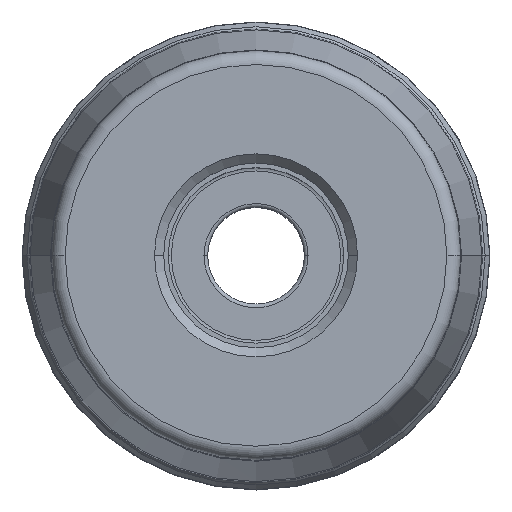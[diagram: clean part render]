
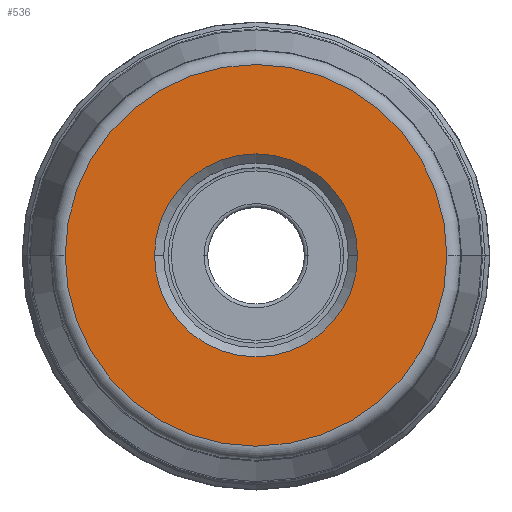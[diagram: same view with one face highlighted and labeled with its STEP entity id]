
A CAD part, top view. The second image highlights one B-rep face of the part: STEP entity #536.
In plain terms, the highlighted planar face has unit normal (0, 0, 1).
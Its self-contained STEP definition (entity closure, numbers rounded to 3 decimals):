
#536=ADVANCED_FACE('',(#584,#585),#572,.F.);
#572=PLANE('',#3155);
#584=FACE_BOUND('',#724,.T.);
#585=FACE_BOUND('',#725,.T.);
#724=EDGE_LOOP('',(#1316,#1317,#1318,#1319));
#725=EDGE_LOOP('',(#1320,#1321,#1322,#1323));
#1316=ORIENTED_EDGE('',*,*,#1995,.F.);
#1317=ORIENTED_EDGE('',*,*,#1993,.F.);
#1318=ORIENTED_EDGE('',*,*,#1992,.T.);
#1319=ORIENTED_EDGE('',*,*,#1996,.T.);
#1320=ORIENTED_EDGE('',*,*,#1997,.T.);
#1321=ORIENTED_EDGE('',*,*,#1998,.T.);
#1322=ORIENTED_EDGE('',*,*,#1999,.T.);
#1323=ORIENTED_EDGE('',*,*,#2000,.T.);
#1652=VERTEX_POINT('',#5985);
#1653=VERTEX_POINT('',#5987);
#1654=VERTEX_POINT('',#5989);
#1655=VERTEX_POINT('',#5993);
#1656=VERTEX_POINT('',#5997);
#1657=VERTEX_POINT('',#5998);
#1658=VERTEX_POINT('',#6000);
#1659=VERTEX_POINT('',#6002);
#1992=EDGE_CURVE('',#1653,#1652,#2435,.T.);
#1993=EDGE_CURVE('',#1653,#1654,#2436,.T.);
#1995=EDGE_CURVE('',#1654,#1655,#2438,.T.);
#1996=EDGE_CURVE('',#1652,#1655,#2439,.T.);
#1997=EDGE_CURVE('',#1656,#1657,#2440,.T.);
#1998=EDGE_CURVE('',#1657,#1658,#2441,.T.);
#1999=EDGE_CURVE('',#1658,#1659,#2442,.T.);
#2000=EDGE_CURVE('',#1659,#1656,#2443,.T.);
#2435=CIRCLE('',#3144,20.725);
#2436=CIRCLE('',#3145,20.725);
#2438=CIRCLE('',#3148,20.725);
#2439=CIRCLE('',#3149,20.725);
#2440=CIRCLE('',#3151,11.025);
#2441=CIRCLE('',#3152,11.025);
#2442=CIRCLE('',#3153,11.025);
#2443=CIRCLE('',#3154,11.025);
#3144=AXIS2_PLACEMENT_3D('',#5986,#3886,#3887);
#3145=AXIS2_PLACEMENT_3D('',#5988,#3888,#3889);
#3148=AXIS2_PLACEMENT_3D('',#5992,#3894,#3895);
#3149=AXIS2_PLACEMENT_3D('',#5994,#3896,#3897);
#3151=AXIS2_PLACEMENT_3D('',#5996,#3900,#3901);
#3152=AXIS2_PLACEMENT_3D('',#5999,#3902,#3903);
#3153=AXIS2_PLACEMENT_3D('',#6001,#3904,#3905);
#3154=AXIS2_PLACEMENT_3D('',#6003,#3906,#3907);
#3155=AXIS2_PLACEMENT_3D('',#6004,#3908,#3909);
#3886=DIRECTION('',(0.,0.,1.));
#3887=DIRECTION('',(1.,0.,0.));
#3888=DIRECTION('',(0.,0.,-1.));
#3889=DIRECTION('',(-1.,0.,0.));
#3894=DIRECTION('',(0.,0.,-1.));
#3895=DIRECTION('',(-1.,0.,0.));
#3896=DIRECTION('',(0.,0.,1.));
#3897=DIRECTION('',(1.,0.,0.));
#3900=DIRECTION('',(0.,0.,-1.));
#3901=DIRECTION('',(0.,-1.,0.));
#3902=DIRECTION('',(0.,0.,-1.));
#3903=DIRECTION('',(-1.,0.,0.));
#3904=DIRECTION('',(0.,0.,-1.));
#3905=DIRECTION('',(0.,1.,0.));
#3906=DIRECTION('',(0.,0.,-1.));
#3907=DIRECTION('',(1.,0.,0.));
#3908=DIRECTION('',(0.,0.,-1.));
#3909=DIRECTION('',(1.,0.,0.));
#5985=CARTESIAN_POINT('',(20.725,0.,0.));
#5986=CARTESIAN_POINT('',(0.,0.,0.));
#5987=CARTESIAN_POINT('',(20.725,-0.02,0.));
#5988=CARTESIAN_POINT('',(0.,0.,0.));
#5989=CARTESIAN_POINT('',(-20.725,0.,0.));
#5992=CARTESIAN_POINT('',(0.,0.,0.));
#5993=CARTESIAN_POINT('',(-20.725,0.02,0.));
#5994=CARTESIAN_POINT('',(0.,0.,0.));
#5996=CARTESIAN_POINT('',(0.,0.,0.));
#5997=CARTESIAN_POINT('',(0.,-11.025,0.));
#5998=CARTESIAN_POINT('',(-11.025,0.,0.));
#5999=CARTESIAN_POINT('',(0.,0.,0.));
#6000=CARTESIAN_POINT('',(0.,11.025,0.));
#6001=CARTESIAN_POINT('',(0.,0.,0.));
#6002=CARTESIAN_POINT('',(11.025,0.,0.));
#6003=CARTESIAN_POINT('',(0.,0.,0.));
#6004=CARTESIAN_POINT('',(0.,0.,0.));
